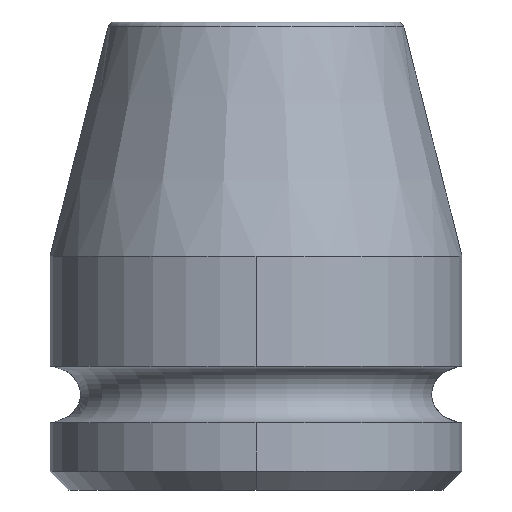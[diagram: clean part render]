
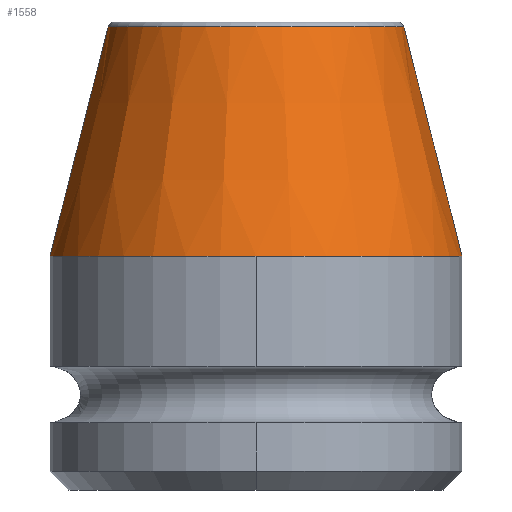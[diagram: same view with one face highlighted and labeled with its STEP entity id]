
A CAD part, left-side view. The second image highlights one B-rep face of the part: STEP entity #1558.
In plain terms, the highlighted conical face has half-angle 14.252 degrees and reference radius 18.892 mm.
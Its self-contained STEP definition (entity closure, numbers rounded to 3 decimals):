
#365=CARTESIAN_POINT('',(0.,0.,25.));
#366=DIRECTION('',(0.,0.,1.));
#367=DIRECTION('',(-1.,0.,0.));
#368=AXIS2_PLACEMENT_3D('',#365,#366,#367);
#429=CARTESIAN_POINT('',(0.,0.,25.));
#430=DIRECTION('',(0.,0.,1.));
#431=DIRECTION('',(0.,1.,0.));
#432=AXIS2_PLACEMENT_3D('',#429,#430,#431);
#461=CARTESIAN_POINT('',(0.,0.,49.472));
#462=DIRECTION('',(0.,0.,1.));
#463=DIRECTION('',(0.,1.,0.));
#464=AXIS2_PLACEMENT_3D('',#461,#462,#463);
#887=DIRECTION('',(0.,0.246,-0.969));
#888=VECTOR('',#887,25.249);
#889=CARTESIAN_POINT('',(0.,15.784,
49.472));
#890=LINE('',#889,#888);
#891=DIRECTION('',(0.,-0.246,-0.969));
#892=VECTOR('',#891,25.249);
#893=CARTESIAN_POINT('',(0.,-15.784,
49.472));
#894=LINE('',#893,#892);
#1057=CARTESIAN_POINT('',(0.,22.,25.));
#1058=CARTESIAN_POINT('',(-22.,0.,25.));
#1059=VERTEX_POINT('',#1057);
#1060=VERTEX_POINT('',#1058);
#1061=CARTESIAN_POINT('',(0.,-22.,25.));
#1062=VERTEX_POINT('',#1061);
#1069=CARTESIAN_POINT('',(0.,15.784,49.472));
#1070=CARTESIAN_POINT('',(0.,-15.784,49.472));
#1071=VERTEX_POINT('',#1069);
#1072=VERTEX_POINT('',#1070);
#1543=CARTESIAN_POINT('',(0.,0.,37.236));
#1544=DIRECTION('',(0.,0.,-1.));
#1545=DIRECTION('',(0.,-1.,0.));
#1546=AXIS2_PLACEMENT_3D('',#1543,#1544,#1545);
#1547=CONICAL_SURFACE('',#1546,18.892,14.252);
#1549=ORIENTED_EDGE('',*,*,#1548,.T.);
#1551=ORIENTED_EDGE('',*,*,#1550,.T.);
#1552=ORIENTED_EDGE('',*,*,#1466,.F.);
#1553=ORIENTED_EDGE('',*,*,#1506,.F.);
#1555=ORIENTED_EDGE('',*,*,#1554,.F.);
#1556=EDGE_LOOP('',(#1549,#1551,#1552,#1553,#1555));
#1557=FACE_OUTER_BOUND('',#1556,.F.);
#1558=ADVANCED_FACE('',(#1557),#1547,.T.);
#369=CIRCLE('',#368,22.);
#433=CIRCLE('',#432,22.);
#465=CIRCLE('',#464,15.784);
#1466=EDGE_CURVE('',#1060,#1062,#369,.T.);
#1506=EDGE_CURVE('',#1059,#1060,#433,.T.);
#1548=EDGE_CURVE('',#1071,#1072,#465,.T.);
#1550=EDGE_CURVE('',#1072,#1062,#894,.T.);
#1554=EDGE_CURVE('',#1071,#1059,#890,.T.);
